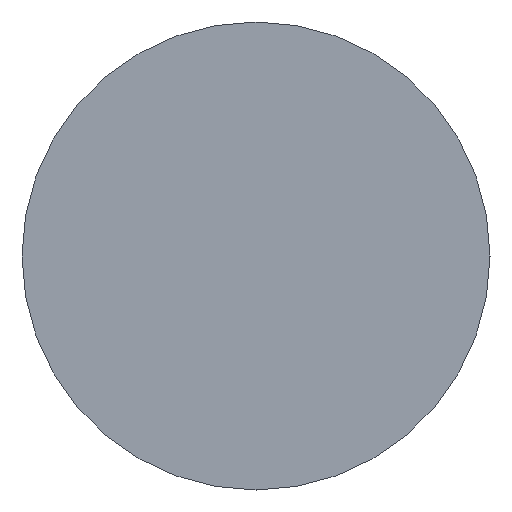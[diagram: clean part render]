
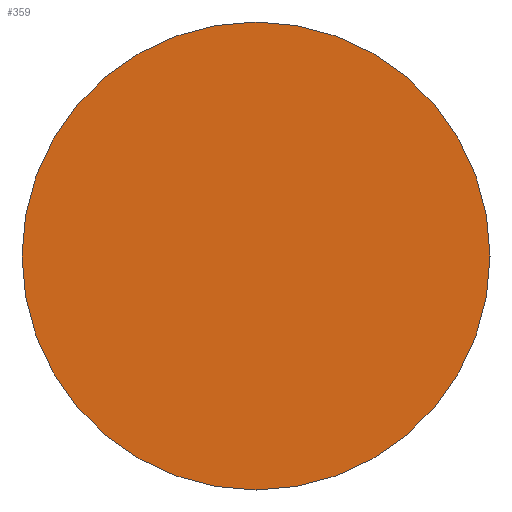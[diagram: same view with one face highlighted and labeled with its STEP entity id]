
A CAD part, front view. The second image highlights one B-rep face of the part: STEP entity #359.
In plain terms, the highlighted planar face has unit normal (0, -1, 0).
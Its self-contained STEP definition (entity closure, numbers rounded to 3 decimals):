
#3 = DIRECTION ( 'NONE',  ( 0., 1., 0. ) ) ;
#6 = FACE_OUTER_BOUND ( 'NONE', #45, .T. ) ;
#45 = EDGE_LOOP ( 'NONE', ( #155, #479 ) ) ;
#62 = CIRCLE ( 'NONE', #521, 22.5 ) ;
#108 = AXIS2_PLACEMENT_3D ( 'NONE', #114, #3, #109 ) ;
#109 = DIRECTION ( 'NONE',  ( 0., 0., 1. ) ) ;
#112 = DIRECTION ( 'NONE',  ( 0., -1., 0. ) ) ;
#114 = CARTESIAN_POINT ( 'NONE',  ( -22.5, -16.4, 0. ) ) ;
#130 = EDGE_CURVE ( 'NONE', #161, #527, #62, .T. ) ;
#155 = ORIENTED_EDGE ( 'NONE', *, *, #327, .T. ) ;
#161 = VERTEX_POINT ( 'NONE', #175 ) ;
#162 = PLANE ( 'NONE',  #108 ) ;
#166 = CARTESIAN_POINT ( 'NONE',  ( 0., -16.4, 0. ) ) ;
#175 = CARTESIAN_POINT ( 'NONE',  ( 0., -16.4, 22.5 ) ) ;
#203 = CIRCLE ( 'NONE', #448, 22.5 ) ;
#327 = EDGE_CURVE ( 'NONE', #527, #161, #203, .T. ) ;
#359 = ADVANCED_FACE ( 'NONE', ( #6 ), #162, .F. ) ;
#361 = CARTESIAN_POINT ( 'NONE',  ( 0., -16.4, 0. ) ) ;
#380 = DIRECTION ( 'NONE',  ( 0., 0., -1. ) ) ;
#412 = DIRECTION ( 'NONE',  ( 0., 0., -1. ) ) ;
#419 = CARTESIAN_POINT ( 'NONE',  ( 0., -16.4, -22.5 ) ) ;
#448 = AXIS2_PLACEMENT_3D ( 'NONE', #361, #112, #412 ) ;
#479 = ORIENTED_EDGE ( 'NONE', *, *, #130, .T. ) ;
#498 = DIRECTION ( 'NONE',  ( 0., -1., 0. ) ) ;
#521 = AXIS2_PLACEMENT_3D ( 'NONE', #166, #498, #380 ) ;
#527 = VERTEX_POINT ( 'NONE', #419 ) ;
